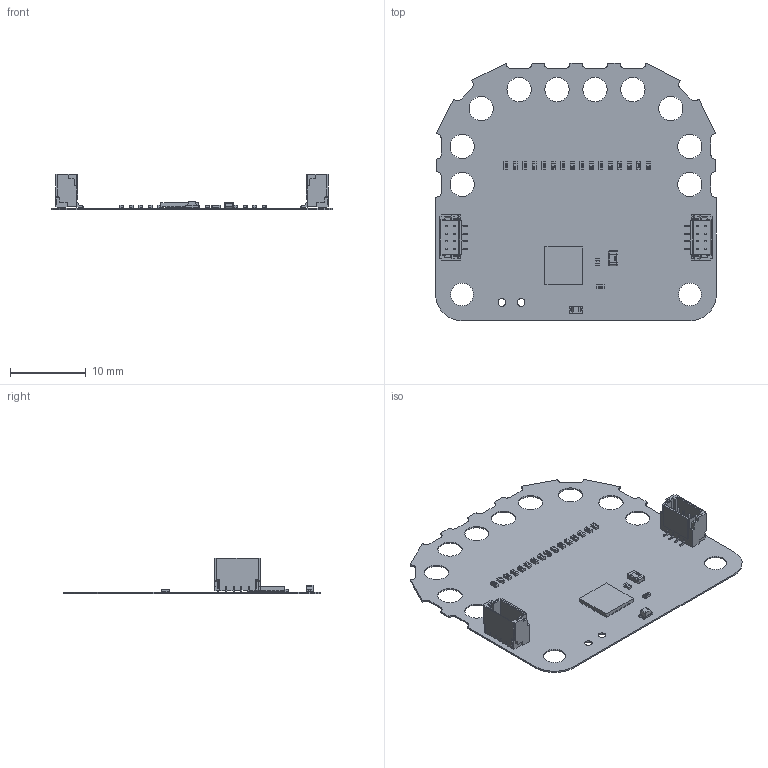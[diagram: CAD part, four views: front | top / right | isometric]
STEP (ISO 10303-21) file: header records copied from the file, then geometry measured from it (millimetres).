
FILE_DESCRIPTION(('Open CASCADE Model'),'2;1');
FILE_NAME('Open CASCADE Shape Model','2025-05-20T10:09:33',('Author'),( 'Open CASCADE'),'Open CASCADE STEP processor 7.5','Open CASCADE 7.5' ,'Unknown');
FILE_SCHEMA(('AUTOMOTIVE_DESIGN { 1 0 10303 214 1 1 1 1 }'));
Length unit declared in the file: millimetre
Products named in the file (44): PCB; Board; Open CASCADE STEP translator 7.5 28.1.1; R12; User Library-R SMD 0402; User Library-R SMD 0402_0402 BODY; User Library-R SMD 0402_0402 PAD; User Library-R SMD 0402_0402 OPIS; R11; R10; R9; R8; R7; R6; R5; C10; C0402; C9; C8; C7; C6; C5; C4; C3; C2; 0805 SMD Capacitor; U; DUELink-U-Connector-BM04B-SRSS-TB; D; DUELink-Connector-BM04B-SRSS-TB; STAT; 0603 LED Green; Solid1; Solid4; R4; C1; Free-Models; STM32-QFN32
Assembly tree (60 placements, depth 4):
  PCB
    Board
      Open CASCADE STEP translator 7.5 28.1.1
    R12
      User Library-R SMD 0402
        User Library-R SMD 0402_0402 BODY
        User Library-R SMD 0402_0402 PAD  x2
        User Library-R SMD 0402_0402 OPIS
    R11
      User Library-R SMD 0402
        User Library-R SMD 0402_0402 BODY
        User Library-R SMD 0402_0402 PAD  x2
        User Library-R SMD 0402_0402 OPIS
    R10
      User Library-R SMD 0402
        User Library-R SMD 0402_0402 BODY
        User Library-R SMD 0402_0402 PAD  x2
        User Library-R SMD 0402_0402 OPIS
    R9
      User Library-R SMD 0402
        User Library-R SMD 0402_0402 BODY
        User Library-R SMD 0402_0402 PAD  x2
        User Library-R SMD 0402_0402 OPIS
    R8
      User Library-R SMD 0402
        User Library-R SMD 0402_0402 BODY
        User Library-R SMD 0402_0402 PAD  x2
        User Library-R SMD 0402_0402 OPIS
    R7
      User Library-R SMD 0402
        User Library-R SMD 0402_0402 BODY
        User Library-R SMD 0402_0402 PAD  x2
        User Library-R SMD 0402_0402 OPIS
    R6
      User Library-R SMD 0402
        User Library-R SMD 0402_0402 BODY
        User Library-R SMD 0402_0402 PAD  x2
        User Library-R SMD 0402_0402 OPIS
    R5
      User Library-R SMD 0402
        User Library-R SMD 0402_0402 BODY
        User Library-R SMD 0402_0402 PAD  x2
        User Library-R SMD 0402_0402 OPIS
    C10
      C0402
    C9
      C0402
    C8
      C0402
    C7
      C0402
    C6
      C0402
    C5
      C0402
    C4
      C0402
    C3
      C0402
    C2
Bounding box: 37 x 34 x 4.62 mm (x, y, z)
Volume: 304.8 mm3; surface area: 2783.8 mm2
Topology: 119 solids, 119 shells, 2627 faces, 7829 edges, 6940 vertices
Faces by surface type: plane 1551, cylinder 520, bspline 476, revolution 72, sphere 8
Full cylindrical faces by diameter (mm): 1.016 x2, 3 x2, 3.2 x10
Entity records: 58913 total; most frequent: CARTESIAN_POINT 15359, DIRECTION 7595, ORIENTED_EDGE 6430, LINE 3943, VECTOR 3943, EDGE_CURVE 3215, VERTEX_POINT 2094, AXIS2_PLACEMENT_3D 1822
